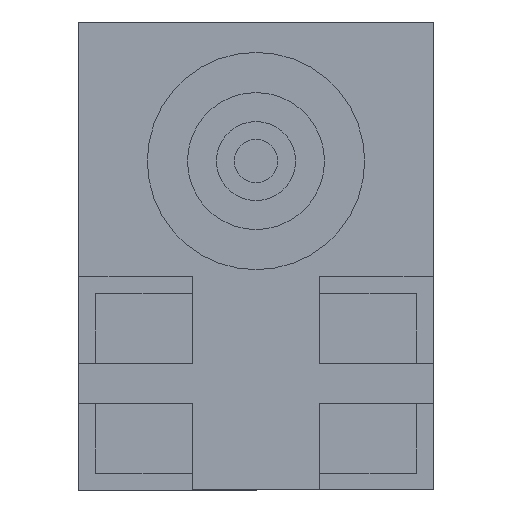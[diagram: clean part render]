
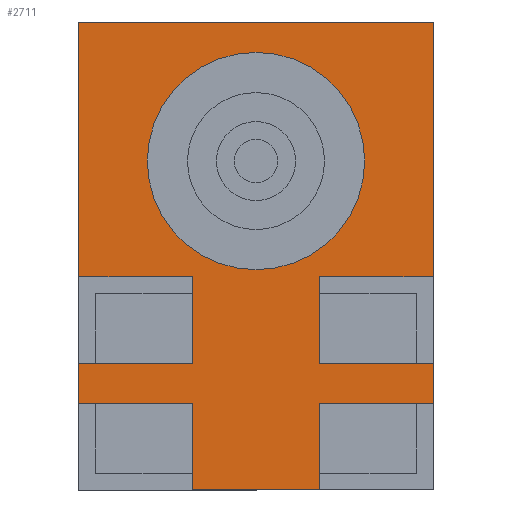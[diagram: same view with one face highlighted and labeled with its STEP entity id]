
A CAD part, front view. The second image highlights one B-rep face of the part: STEP entity #2711.
In plain terms, the highlighted planar face has unit normal (0, -1, 0).
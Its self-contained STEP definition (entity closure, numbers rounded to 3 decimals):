
#78 = CARTESIAN_POINT ( 'NONE',  ( 0.475, 0., 0.803 ) ) ;
#80 = VERTEX_POINT ( 'NONE', #2510 ) ;
#124 = LINE ( 'NONE', #2519, #2866 ) ;
#129 = EDGE_CURVE ( 'NONE', #302, #1958, #2524, .T. ) ;
#137 = VECTOR ( 'NONE', #1246, 1000. ) ;
#147 = AXIS2_PLACEMENT_3D ( 'NONE', #787, #1721, #1003 ) ;
#155 = FACE_BOUND ( 'NONE', #1035, .T. ) ;
#157 = EDGE_CURVE ( 'NONE', #1436, #1423, #2959, .T. ) ;
#158 = DIRECTION ( 'NONE',  ( 1., 0., 0. ) ) ;
#162 = VERTEX_POINT ( 'NONE', #1108 ) ;
#182 = LINE ( 'NONE', #2563, #1384 ) ;
#187 = DIRECTION ( 'NONE',  ( 1., 0., 0. ) ) ;
#229 = ORIENTED_EDGE ( 'NONE', *, *, #915, .F. ) ;
#235 = CARTESIAN_POINT ( 'NONE',  ( 0.475, 0., 0.156 ) ) ;
#273 = EDGE_CURVE ( 'NONE', #1958, #2508, #182, .T. ) ;
#279 = DIRECTION ( 'NONE',  ( 0., 0., 1. ) ) ;
#282 = LINE ( 'NONE', #2046, #2695 ) ;
#302 = VERTEX_POINT ( 'NONE', #2125 ) ;
#315 = DIRECTION ( 'NONE',  ( 0., 0., -1. ) ) ;
#350 = EDGE_CURVE ( 'NONE', #2508, #2649, #1308, .T. ) ;
#414 = CARTESIAN_POINT ( 'NONE',  ( 1.325, 0., 1.75 ) ) ;
#424 = LINE ( 'NONE', #2033, #2255 ) ;
#428 = CARTESIAN_POINT ( 'NONE',  ( 1.325, 0., 1.75 ) ) ;
#474 = VECTOR ( 'NONE', #1118, 1000. ) ;
#488 = CARTESIAN_POINT ( 'NONE',  ( -0.475, 0., 0.156 ) ) ;
#501 = VERTEX_POINT ( 'NONE', #1279 ) ;
#510 = LINE ( 'NONE', #1302, #1156 ) ;
#524 = VECTOR ( 'NONE', #187, 1000. ) ;
#539 = AXIS2_PLACEMENT_3D ( 'NONE', #544, #2185, #2949 ) ;
#544 = CARTESIAN_POINT ( 'NONE',  ( 0., 0., 0. ) ) ;
#555 = LINE ( 'NONE', #1900, #2685 ) ;
#561 = ORIENTED_EDGE ( 'NONE', *, *, #1517, .F. ) ;
#576 = EDGE_CURVE ( 'NONE', #162, #2385, #510, .T. ) ;
#590 = ORIENTED_EDGE ( 'NONE', *, *, #2044, .F. ) ;
#607 = EDGE_CURVE ( 'NONE', #2924, #501, #2302, .T. ) ;
#635 = CIRCLE ( 'NONE', #2247, 0.813 ) ;
#643 = CARTESIAN_POINT ( 'NONE',  ( -0.475, 0., 1.75 ) ) ;
#676 = CARTESIAN_POINT ( 'NONE',  ( 0.475, 0., 1.75 ) ) ;
#690 = VECTOR ( 'NONE', #982, 1000. ) ;
#730 = DIRECTION ( 'NONE',  ( 0., 0., 1. ) ) ;
#777 = ORIENTED_EDGE ( 'NONE', *, *, #2920, .F. ) ;
#783 = VECTOR ( 'NONE', #1103, 1000. ) ;
#787 = CARTESIAN_POINT ( 'NONE',  ( 0., 0., -0.71 ) ) ;
#854 = CARTESIAN_POINT ( 'NONE',  ( -0.475, 0., 0.803 ) ) ;
#915 = EDGE_CURVE ( 'NONE', #1058, #1701, #2674, .T. ) ;
#937 = VECTOR ( 'NONE', #2065, 1000. ) ;
#961 = EDGE_CURVE ( 'NONE', #501, #80, #2298, .T. ) ;
#975 = CARTESIAN_POINT ( 'NONE',  ( 0., 0., 0.103 ) ) ;
#982 = DIRECTION ( 'NONE',  ( 1., 0., 0. ) ) ;
#992 = EDGE_CURVE ( 'NONE', #1423, #162, #2111, .T. ) ;
#997 = ORIENTED_EDGE ( 'NONE', *, *, #2520, .F. ) ;
#1003 = DIRECTION ( 'NONE',  ( 0., 0., -1. ) ) ;
#1004 = DIRECTION ( 'NONE',  ( 1., 0., 0. ) ) ;
#1035 = EDGE_LOOP ( 'NONE', ( #2365, #590 ) ) ;
#1058 = VERTEX_POINT ( 'NONE', #1949 ) ;
#1103 = DIRECTION ( 'NONE',  ( 0., 0., 1. ) ) ;
#1108 = CARTESIAN_POINT ( 'NONE',  ( 0.475, 0., 0.803 ) ) ;
#1118 = DIRECTION ( 'NONE',  ( -1., 0., 0. ) ) ;
#1119 = CARTESIAN_POINT ( 'NONE',  ( -1.325, 0., -1.75 ) ) ;
#1132 = ORIENTED_EDGE ( 'NONE', *, *, #2888, .F. ) ;
#1137 = CARTESIAN_POINT ( 'NONE',  ( -1.325, 0., 0.803 ) ) ;
#1156 = VECTOR ( 'NONE', #1330, 1000. ) ;
#1181 = ORIENTED_EDGE ( 'NONE', *, *, #992, .F. ) ;
#1246 = DIRECTION ( 'NONE',  ( -1., 0., 0. ) ) ;
#1262 = CIRCLE ( 'NONE', #147, 0.813 ) ;
#1279 = CARTESIAN_POINT ( 'NONE',  ( -1.325, 0., 0.156 ) ) ;
#1280 = ORIENTED_EDGE ( 'NONE', *, *, #576, .F. ) ;
#1292 = ORIENTED_EDGE ( 'NONE', *, *, #157, .F. ) ;
#1302 = CARTESIAN_POINT ( 'NONE',  ( 0.475, 0., 0.156 ) ) ;
#1308 = LINE ( 'NONE', #2137, #690 ) ;
#1330 = DIRECTION ( 'NONE',  ( 0., 0., -1. ) ) ;
#1354 = CARTESIAN_POINT ( 'NONE',  ( 0., 0., -1.522 ) ) ;
#1363 = VERTEX_POINT ( 'NONE', #676 ) ;
#1384 = VECTOR ( 'NONE', #1387, 1000. ) ;
#1387 = DIRECTION ( 'NONE',  ( 0., 0., 1. ) ) ;
#1408 = ORIENTED_EDGE ( 'NONE', *, *, #350, .F. ) ;
#1419 = CARTESIAN_POINT ( 'NONE',  ( -1.325, 0., 1.103 ) ) ;
#1421 = CARTESIAN_POINT ( 'NONE',  ( 1.325, 0., 1.75 ) ) ;
#1423 = VERTEX_POINT ( 'NONE', #2070 ) ;
#1436 = VERTEX_POINT ( 'NONE', #2389 ) ;
#1446 = DIRECTION ( 'NONE',  ( 0., -1., 0. ) ) ;
#1459 = DIRECTION ( 'NONE',  ( 1., 0., 0. ) ) ;
#1466 = ORIENTED_EDGE ( 'NONE', *, *, #2281, .F. ) ;
#1517 = EDGE_CURVE ( 'NONE', #80, #302, #555, .T. ) ;
#1668 = ORIENTED_EDGE ( 'NONE', *, *, #2534, .F. ) ;
#1701 = VERTEX_POINT ( 'NONE', #1795 ) ;
#1705 = CARTESIAN_POINT ( 'NONE',  ( 0., 0., -0.71 ) ) ;
#1721 = DIRECTION ( 'NONE',  ( 0., -1., 0. ) ) ;
#1795 = CARTESIAN_POINT ( 'NONE',  ( 1.325, 0., -1.75 ) ) ;
#1900 = CARTESIAN_POINT ( 'NONE',  ( -0.475, 0., 0.156 ) ) ;
#1910 = CARTESIAN_POINT ( 'NONE',  ( -0.475, 0., 1.103 ) ) ;
#1949 = CARTESIAN_POINT ( 'NONE',  ( 1.325, 0., 0.156 ) ) ;
#1954 = ORIENTED_EDGE ( 'NONE', *, *, #607, .F. ) ;
#1958 = VERTEX_POINT ( 'NONE', #1137 ) ;
#1979 = CARTESIAN_POINT ( 'NONE',  ( -0.475, 0., 1.103 ) ) ;
#2033 = CARTESIAN_POINT ( 'NONE',  ( 1.325, 0., -1.75 ) ) ;
#2044 = EDGE_CURVE ( 'NONE', #2619, #2970, #1262, .T. ) ;
#2046 = CARTESIAN_POINT ( 'NONE',  ( 0.475, 0., 1.103 ) ) ;
#2065 = DIRECTION ( 'NONE',  ( 0., 0., -1. ) ) ;
#2070 = CARTESIAN_POINT ( 'NONE',  ( 1.325, 0., 0.803 ) ) ;
#2076 = DIRECTION ( 'NONE',  ( 0., 0., -1. ) ) ;
#2111 = LINE ( 'NONE', #78, #137 ) ;
#2125 = CARTESIAN_POINT ( 'NONE',  ( -0.475, 0., 0.803 ) ) ;
#2137 = CARTESIAN_POINT ( 'NONE',  ( -0.475, 0., 1.103 ) ) ;
#2144 = ORIENTED_EDGE ( 'NONE', *, *, #273, .F. ) ;
#2146 = DIRECTION ( 'NONE',  ( 0., 0., -1. ) ) ;
#2158 = EDGE_CURVE ( 'NONE', #2970, #2619, #635, .T. ) ;
#2185 = DIRECTION ( 'NONE',  ( 0., 1., 0. ) ) ;
#2205 = ORIENTED_EDGE ( 'NONE', *, *, #129, .F. ) ;
#2230 = VECTOR ( 'NONE', #1004, 1000. ) ;
#2245 = EDGE_CURVE ( 'NONE', #1701, #2924, #424, .T. ) ;
#2247 = AXIS2_PLACEMENT_3D ( 'NONE', #1705, #1446, #315 ) ;
#2255 = VECTOR ( 'NONE', #2523, 1000. ) ;
#2281 = EDGE_CURVE ( 'NONE', #2808, #1436, #282, .T. ) ;
#2284 = VECTOR ( 'NONE', #279, 1000. ) ;
#2298 = LINE ( 'NONE', #488, #2230 ) ;
#2302 = LINE ( 'NONE', #2516, #783 ) ;
#2312 = VERTEX_POINT ( 'NONE', #643 ) ;
#2365 = ORIENTED_EDGE ( 'NONE', *, *, #2158, .F. ) ;
#2385 = VERTEX_POINT ( 'NONE', #235 ) ;
#2389 = CARTESIAN_POINT ( 'NONE',  ( 1.325, 0., 1.103 ) ) ;
#2391 = ORIENTED_EDGE ( 'NONE', *, *, #961, .F. ) ;
#2467 = LINE ( 'NONE', #1910, #2284 ) ;
#2487 = CARTESIAN_POINT ( 'NONE',  ( 0.475, 0., 1.103 ) ) ;
#2503 = VECTOR ( 'NONE', #1459, 1000. ) ;
#2508 = VERTEX_POINT ( 'NONE', #1419 ) ;
#2510 = CARTESIAN_POINT ( 'NONE',  ( -0.475, 0., 0.156 ) ) ;
#2516 = CARTESIAN_POINT ( 'NONE',  ( -1.325, 0., 1.75 ) ) ;
#2519 = CARTESIAN_POINT ( 'NONE',  ( 0.475, 0., 1.103 ) ) ;
#2520 = EDGE_CURVE ( 'NONE', #2649, #2312, #2467, .T. ) ;
#2523 = DIRECTION ( 'NONE',  ( -1., 0., 0. ) ) ;
#2524 = LINE ( 'NONE', #854, #474 ) ;
#2534 = EDGE_CURVE ( 'NONE', #2385, #1058, #3015, .T. ) ;
#2563 = CARTESIAN_POINT ( 'NONE',  ( -1.325, 0., 1.75 ) ) ;
#2619 = VERTEX_POINT ( 'NONE', #975 ) ;
#2648 = PLANE ( 'NONE',  #539 ) ;
#2649 = VERTEX_POINT ( 'NONE', #1979 ) ;
#2674 = LINE ( 'NONE', #1421, #2992 ) ;
#2685 = VECTOR ( 'NONE', #730, 1000. ) ;
#2695 = VECTOR ( 'NONE', #158, 1000. ) ;
#2699 = ORIENTED_EDGE ( 'NONE', *, *, #2245, .F. ) ;
#2711 = ADVANCED_FACE ( 'NONE', ( #155, #2936 ), #2648, .F. ) ;
#2723 = LINE ( 'NONE', #428, #524 ) ;
#2808 = VERTEX_POINT ( 'NONE', #2487 ) ;
#2831 = CARTESIAN_POINT ( 'NONE',  ( 0.475, 0., 0.156 ) ) ;
#2866 = VECTOR ( 'NONE', #2076, 1000. ) ;
#2888 = EDGE_CURVE ( 'NONE', #1363, #2808, #124, .T. ) ;
#2920 = EDGE_CURVE ( 'NONE', #2312, #1363, #2723, .T. ) ;
#2924 = VERTEX_POINT ( 'NONE', #1119 ) ;
#2936 = FACE_OUTER_BOUND ( 'NONE', #2985, .T. ) ;
#2949 = DIRECTION ( 'NONE',  ( 0., 0., 1. ) ) ;
#2959 = LINE ( 'NONE', #414, #937 ) ;
#2970 = VERTEX_POINT ( 'NONE', #1354 ) ;
#2985 = EDGE_LOOP ( 'NONE', ( #229, #1668, #1280, #1181, #1292, #1466, #1132, #777, #997, #1408, #2144, #2205, #561, #2391, #1954, #2699 ) ) ;
#2992 = VECTOR ( 'NONE', #2146, 1000. ) ;
#3015 = LINE ( 'NONE', #2831, #2503 ) ;
